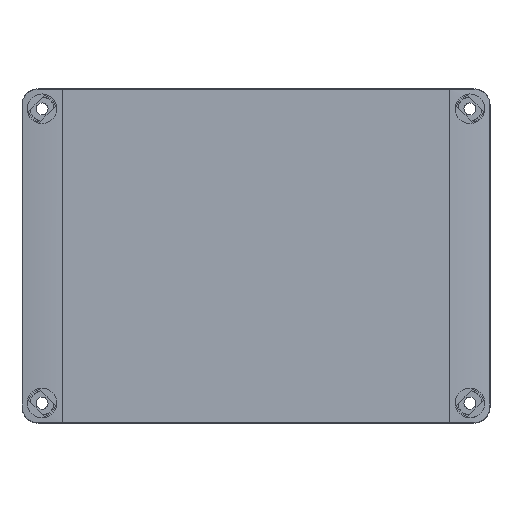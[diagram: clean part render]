
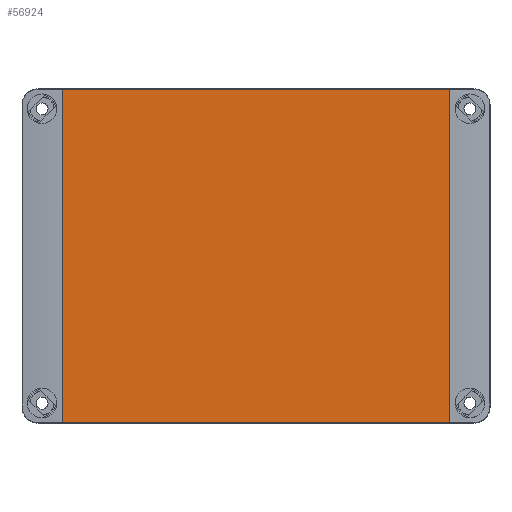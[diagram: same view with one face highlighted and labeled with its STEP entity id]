
A CAD part, top view. The second image highlights one B-rep face of the part: STEP entity #56924.
In plain terms, the highlighted face is planar.
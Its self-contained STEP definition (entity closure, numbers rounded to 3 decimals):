
#48648=DIRECTION('',(-1.,0.,0.));
#48649=VECTOR('',#48648,145.);
#48650=CARTESIAN_POINT('',(72.5,10.,-62.325));
#48651=LINE('',#48650,#48649);
#52277=DIRECTION('',(-1.,0.,0.));
#52278=VECTOR('',#52277,145.);
#52279=CARTESIAN_POINT('',(72.5,10.,62.325));
#52280=LINE('',#52279,#52278);
#52347=DIRECTION('',(0.,0.,1.));
#52348=VECTOR('',#52347,124.651);
#52349=CARTESIAN_POINT('',(-72.5,10.,-62.325));
#52350=LINE('',#52349,#52348);
#52455=DIRECTION('',(0.,0.,1.));
#52456=VECTOR('',#52455,124.651);
#52457=CARTESIAN_POINT('',(72.5,10.,-62.325));
#52458=LINE('',#52457,#52456);
#53641=CARTESIAN_POINT('',(72.5,10.,-62.325));
#53642=CARTESIAN_POINT('',(72.5,10.,62.325));
#53643=VERTEX_POINT('',#53641);
#53644=VERTEX_POINT('',#53642);
#53645=CARTESIAN_POINT('',(-72.5,10.,-62.325));
#53646=CARTESIAN_POINT('',(-72.5,10.,62.325));
#53647=VERTEX_POINT('',#53645);
#53648=VERTEX_POINT('',#53646);
#56913=CARTESIAN_POINT('',(72.5,10.,-62.5));
#56914=DIRECTION('',(0.,1.,0.));
#56915=DIRECTION('',(-1.,0.,0.));
#56916=AXIS2_PLACEMENT_3D('',#56913,#56914,#56915);
#56917=PLANE('',#56916);
#56918=ORIENTED_EDGE('',*,*,#53996,.F.);
#56919=ORIENTED_EDGE('',*,*,#56753,.T.);
#56920=ORIENTED_EDGE('',*,*,#56800,.T.);
#56921=ORIENTED_EDGE('',*,*,#56881,.F.);
#56922=EDGE_LOOP('',(#56918,#56919,#56920,#56921));
#56923=FACE_OUTER_BOUND('',#56922,.F.);
#56924=ADVANCED_FACE('',(#56923),#56917,.T.);
#53996=EDGE_CURVE('',#53643,#53647,#48651,.T.);
#56753=EDGE_CURVE('',#53643,#53644,#52458,.T.);
#56800=EDGE_CURVE('',#53644,#53648,#52280,.T.);
#56881=EDGE_CURVE('',#53647,#53648,#52350,.T.);
